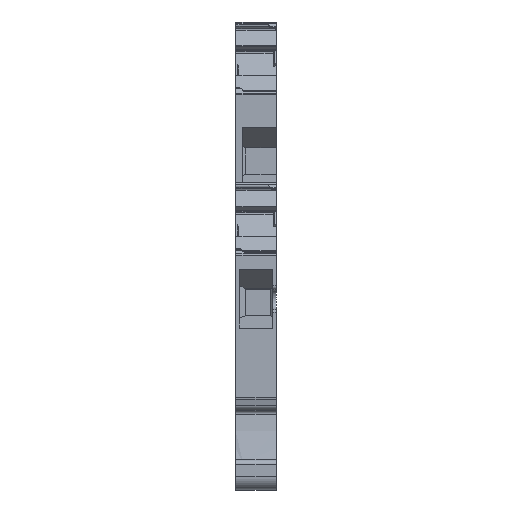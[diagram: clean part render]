
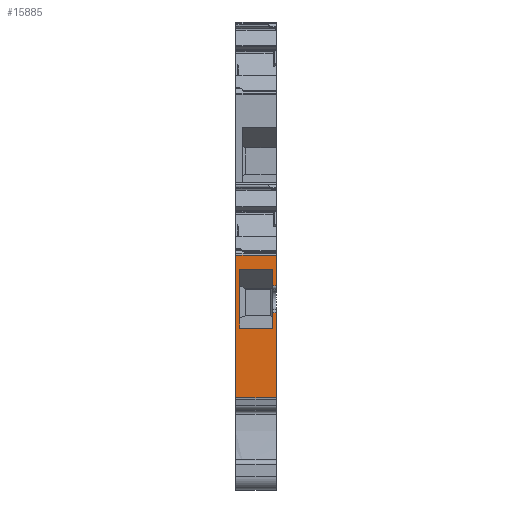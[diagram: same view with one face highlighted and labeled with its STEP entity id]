
A CAD part, front view. The second image highlights one B-rep face of the part: STEP entity #15885.
In plain terms, the highlighted planar face has unit normal (0, -1, 0).
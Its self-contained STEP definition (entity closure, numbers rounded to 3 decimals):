
#15785=AXIS2_PLACEMENT_3D('Plane Axis2P3D',#15782,#15783,#15784) ;
#974=CARTESIAN_POINT('Vertex',(0.05,0.,16.24)) ;
#977=CARTESIAN_POINT('Line Origine',(0.05,0.,25.673)) ;
#981=CARTESIAN_POINT('Vertex',(0.05,0.,35.107)) ;
#15767=CARTESIAN_POINT('Vertex',(6.1,0.,35.107)) ;
#15770=CARTESIAN_POINT('Line Origine',(3.075,0.,35.107)) ;
#15782=CARTESIAN_POINT('Axis2P3D Location',(0.,0.,14.64)) ;
#15787=CARTESIAN_POINT('Line Origine',(3.05,0.,13.776)) ;
#15791=CARTESIAN_POINT('Vertex',(0.,0.,13.776)) ;
#15793=CARTESIAN_POINT('Vertex',(6.1,0.,13.776)) ;
#15796=CARTESIAN_POINT('Line Origine',(6.1,0.,20.133)) ;
#15800=CARTESIAN_POINT('Vertex',(6.1,0.,26.49)) ;
#15803=CARTESIAN_POINT('Line Origine',(5.825,0.,26.49)) ;
#15807=CARTESIAN_POINT('Vertex',(5.55,0.,26.49)) ;
#15810=CARTESIAN_POINT('Line Origine',(5.55,0.,25.346)) ;
#15814=CARTESIAN_POINT('Vertex',(5.55,0.,24.202)) ;
#15817=CARTESIAN_POINT('Line Origine',(3.075,0.,24.202)) ;
#15821=CARTESIAN_POINT('Vertex',(0.6,0.,24.202)) ;
#15824=CARTESIAN_POINT('Line Origine',(0.6,0.,28.608)) ;
#15828=CARTESIAN_POINT('Vertex',(0.6,0.,33.015)) ;
#15831=CARTESIAN_POINT('Line Origine',(3.075,0.,33.015)) ;
#15835=CARTESIAN_POINT('Vertex',(5.55,0.,33.015)) ;
#15838=CARTESIAN_POINT('Line Origine',(5.55,0.,31.752)) ;
#15842=CARTESIAN_POINT('Vertex',(5.55,0.,30.49)) ;
#15845=CARTESIAN_POINT('Line Origine',(5.825,0.,30.49)) ;
#15849=CARTESIAN_POINT('Vertex',(6.1,0.,30.49)) ;
#15852=CARTESIAN_POINT('Line Origine',(6.1,0.,32.798)) ;
#15857=CARTESIAN_POINT('Line Origine',(0.025,0.,16.24)) ;
#15861=CARTESIAN_POINT('Vertex',(0.,0.,16.24)) ;
#15864=CARTESIAN_POINT('Line Origine',(0.,0.,15.008)) ;
#978=DIRECTION('Vector Direction',(0.,0.,1.)) ;
#15771=DIRECTION('Vector Direction',(1.,0.,0.)) ;
#15783=DIRECTION('Axis2P3D Direction',(0.,1.,0.)) ;
#15784=DIRECTION('Axis2P3D XDirection',(0.,0.,1.)) ;
#15788=DIRECTION('Vector Direction',(1.,0.,0.)) ;
#15797=DIRECTION('Vector Direction',(0.,0.,-1.)) ;
#15804=DIRECTION('Vector Direction',(1.,0.,0.)) ;
#15811=DIRECTION('Vector Direction',(0.,0.,-1.)) ;
#15818=DIRECTION('Vector Direction',(1.,0.,0.)) ;
#15825=DIRECTION('Vector Direction',(0.,0.,-1.)) ;
#15832=DIRECTION('Vector Direction',(1.,0.,0.)) ;
#15839=DIRECTION('Vector Direction',(0.,0.,-1.)) ;
#15846=DIRECTION('Vector Direction',(1.,0.,0.)) ;
#15853=DIRECTION('Vector Direction',(0.,0.,1.)) ;
#15858=DIRECTION('Vector Direction',(-1.,0.,0.)) ;
#15865=DIRECTION('Vector Direction',(0.,0.,-1.)) ;
#979=VECTOR('Line Direction',#978,1.) ;
#15772=VECTOR('Line Direction',#15771,1.) ;
#15789=VECTOR('Line Direction',#15788,1.) ;
#15798=VECTOR('Line Direction',#15797,1.) ;
#15805=VECTOR('Line Direction',#15804,1.) ;
#15812=VECTOR('Line Direction',#15811,1.) ;
#15819=VECTOR('Line Direction',#15818,1.) ;
#15826=VECTOR('Line Direction',#15825,1.) ;
#15833=VECTOR('Line Direction',#15832,1.) ;
#15840=VECTOR('Line Direction',#15839,1.) ;
#15847=VECTOR('Line Direction',#15846,1.) ;
#15854=VECTOR('Line Direction',#15853,1.) ;
#15859=VECTOR('Line Direction',#15858,1.) ;
#15866=VECTOR('Line Direction',#15865,1.) ;
#15870=ORIENTED_EDGE('',*,*,#15795,.T.) ;
#15871=ORIENTED_EDGE('',*,*,#15802,.F.) ;
#15872=ORIENTED_EDGE('',*,*,#15809,.F.) ;
#15873=ORIENTED_EDGE('',*,*,#15816,.T.) ;
#15874=ORIENTED_EDGE('',*,*,#15823,.F.) ;
#15875=ORIENTED_EDGE('',*,*,#15830,.F.) ;
#15876=ORIENTED_EDGE('',*,*,#15837,.T.) ;
#15877=ORIENTED_EDGE('',*,*,#15844,.T.) ;
#15878=ORIENTED_EDGE('',*,*,#15851,.T.) ;
#15879=ORIENTED_EDGE('',*,*,#15856,.F.) ;
#15880=ORIENTED_EDGE('',*,*,#15774,.F.) ;
#15881=ORIENTED_EDGE('',*,*,#983,.F.) ;
#15882=ORIENTED_EDGE('',*,*,#15863,.T.) ;
#15883=ORIENTED_EDGE('',*,*,#15868,.T.) ;
#15885=ADVANCED_FACE('MLD W2T 4 DT-FT-PE.1\\Koerper.2',(#15884),#15786,.F.) ;
#983=EDGE_CURVE('',#975,#982,#980,.T.) ;
#15774=EDGE_CURVE('',#982,#15768,#15773,.T.) ;
#15795=EDGE_CURVE('',#15792,#15794,#15790,.T.) ;
#15802=EDGE_CURVE('',#15801,#15794,#15799,.T.) ;
#15809=EDGE_CURVE('',#15808,#15801,#15806,.T.) ;
#15816=EDGE_CURVE('',#15808,#15815,#15813,.T.) ;
#15823=EDGE_CURVE('',#15822,#15815,#15820,.T.) ;
#15830=EDGE_CURVE('',#15829,#15822,#15827,.T.) ;
#15837=EDGE_CURVE('',#15829,#15836,#15834,.T.) ;
#15844=EDGE_CURVE('',#15836,#15843,#15841,.T.) ;
#15851=EDGE_CURVE('',#15843,#15850,#15848,.T.) ;
#15856=EDGE_CURVE('',#15768,#15850,#15855,.F.) ;
#15863=EDGE_CURVE('',#975,#15862,#15860,.T.) ;
#15868=EDGE_CURVE('',#15862,#15792,#15867,.T.) ;
#15869=EDGE_LOOP('',(#15870,#15871,#15872,#15873,#15874,#15875,#15876,#15877,#15878,#15879,#15880,#15881,#15882,#15883)) ;
#15884=FACE_OUTER_BOUND('',#15869,.T.) ;
#980=LINE('Line',#977,#979) ;
#15773=LINE('Line',#15770,#15772) ;
#15790=LINE('Line',#15787,#15789) ;
#15799=LINE('Line',#15796,#15798) ;
#15806=LINE('Line',#15803,#15805) ;
#15813=LINE('Line',#15810,#15812) ;
#15820=LINE('Line',#15817,#15819) ;
#15827=LINE('Line',#15824,#15826) ;
#15834=LINE('Line',#15831,#15833) ;
#15841=LINE('Line',#15838,#15840) ;
#15848=LINE('Line',#15845,#15847) ;
#15855=LINE('Line',#15852,#15854) ;
#15860=LINE('Line',#15857,#15859) ;
#15867=LINE('Line',#15864,#15866) ;
#15786=PLANE('',#15785) ;
#975=VERTEX_POINT('',#974) ;
#982=VERTEX_POINT('',#981) ;
#15768=VERTEX_POINT('',#15767) ;
#15792=VERTEX_POINT('',#15791) ;
#15794=VERTEX_POINT('',#15793) ;
#15801=VERTEX_POINT('',#15800) ;
#15808=VERTEX_POINT('',#15807) ;
#15815=VERTEX_POINT('',#15814) ;
#15822=VERTEX_POINT('',#15821) ;
#15829=VERTEX_POINT('',#15828) ;
#15836=VERTEX_POINT('',#15835) ;
#15843=VERTEX_POINT('',#15842) ;
#15850=VERTEX_POINT('',#15849) ;
#15862=VERTEX_POINT('',#15861) ;
